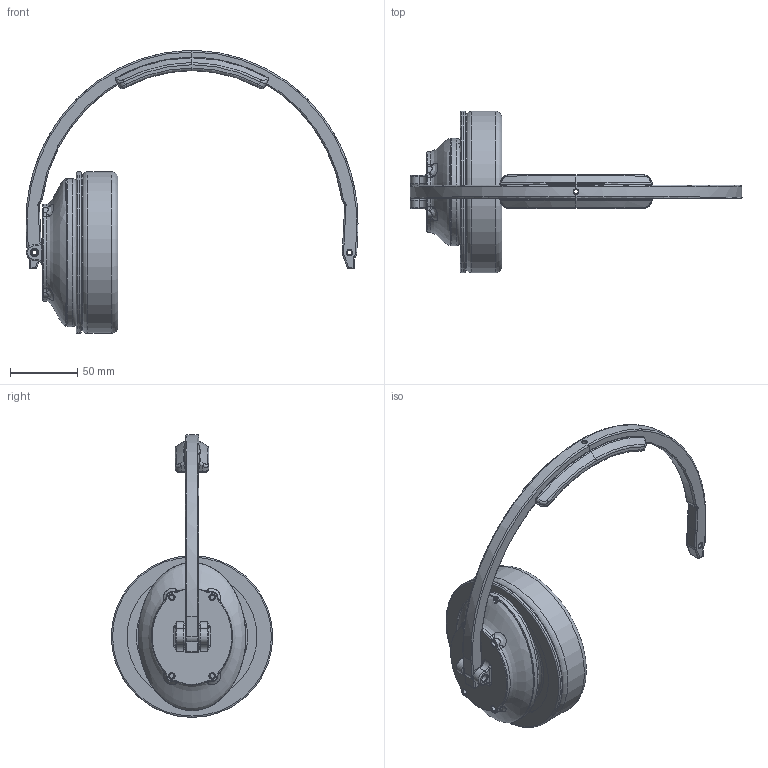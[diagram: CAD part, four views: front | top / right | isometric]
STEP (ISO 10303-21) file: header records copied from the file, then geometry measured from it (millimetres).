
FILE_DESCRIPTION(/* description */ (''),/* implementation_level */ '2;1');
FILE_NAME(/* name */ '5f799dd43819ec158a1c3040',/* time_stamp */ '2020-10-04T10:03:03+00:00',/* author */ (''),/* organization */ (''),/* preprocessor_version */ 'ST-DEVELOPER v16.7',/* originating_system */ $,/* authorisation */ $);
FILE_SCHEMA (('AUTOMOTIVE_DESIGN {1 0 10303 214 3 1 1}'));
Products named in the file (6): Head Pad; Headband; Speaker Bracket; Back Shell; Foam Ear Pad; Speaker Casing
Bounding box: 246.61 x 120 x 210 mm (x, y, z)
Volume: 355108.3 mm3; surface area: 119025.2 mm2
Topology: 6 solids, 6 shells, 1754 faces, 4226 edges, 2417 vertices
Faces by surface type: plane 597, cylinder 476, bspline 352, torus 157, cone 156, sphere 16
Full cylindrical faces by diameter (mm): 1.5 x4, 2.1 x4, 2.8 x4, 3 x7, 3.2 x1, 3.45 x4, 3.6 x2, 3.9 x4, 4.2 x1, 5.5 x2, 8 x1, 48.5 x1, 65 x1, 76.699 x1, 96.5 x1, 110.5 x1, 116 x1, 120 x2
Entity records: 64348 total; most frequent: CARTESIAN_POINT 26892, ORIENTED_EDGE 7966, DIRECTION 7067, EDGE_CURVE 3983, AXIS2_PLACEMENT_3D 2563, VERTEX_POINT 2358, EDGE_LOOP 2075, FACE_BOUND 2075
